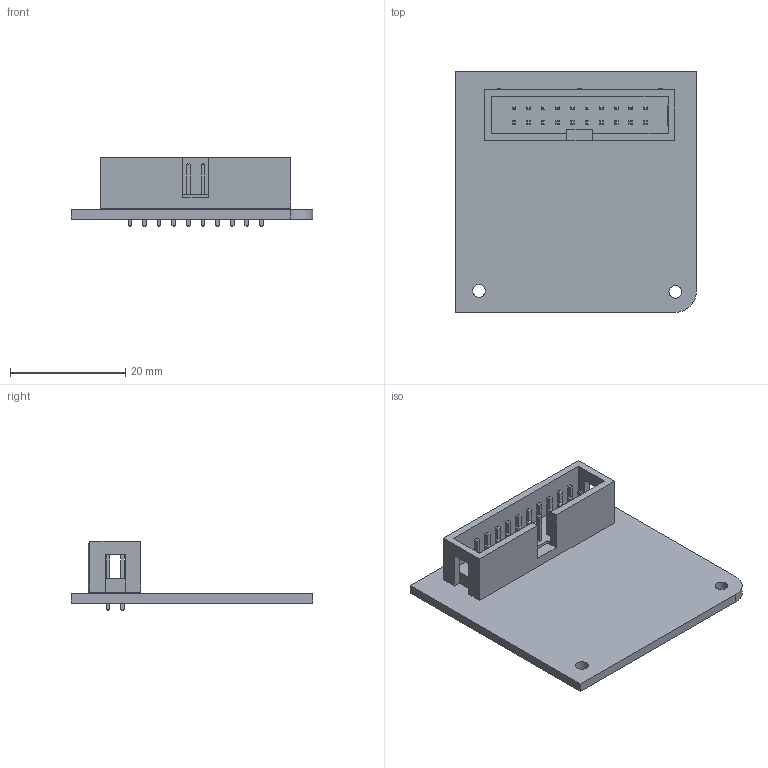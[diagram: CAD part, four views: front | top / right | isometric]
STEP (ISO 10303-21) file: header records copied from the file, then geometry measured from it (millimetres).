
FILE_DESCRIPTION(('KiCad electronic assembly'),'2;1');
FILE_NAME('IDCtoFPCadapter.step','2020-05-15T12:11:48',('An Author'),( 'A Company'),'Open CASCADE STEP processor 6.9', 'KiCad to STEP converter','Unknown');
FILE_SCHEMA(('AUTOMOTIVE_DESIGN { 1 0 10303 214 1 1 1 1 }'));
Length unit declared in the file: millimetre
Products named in the file (4): Open CASCADE STEP translator 6.9 1; IDC-Header_2x10_P2.54mm_Vertical; SOLID; COMPOUND
Assembly tree (3 placements, depth 3):
  Open CASCADE STEP translator 6.9 1
    IDC-Header_2x10_P2.54mm_Vertical
      SOLID
    COMPOUND
Bounding box: 41.91 x 41.91 x 12.1 mm (x, y, z)
Volume: 4066.8 mm3; surface area: 6027.9 mm2
Topology: 2 solids, 2 shells, 431 faces, 1001 edges, 616 vertices
Faces by surface type: plane 399, cylinder 32
Full cylindrical faces by diameter (mm): 1 x6, 1.016 x20, 2.2 x2
Entity records: 28034 total; most frequent: CARTESIAN_POINT 4402, DIRECTION 3885, LINE 2863, VECTOR 2863, ORIENTED_EDGE 2002, PCURVE 2002, DEFINITIONAL_REPRESENTATION 2002, EDGE_CURVE 1001
